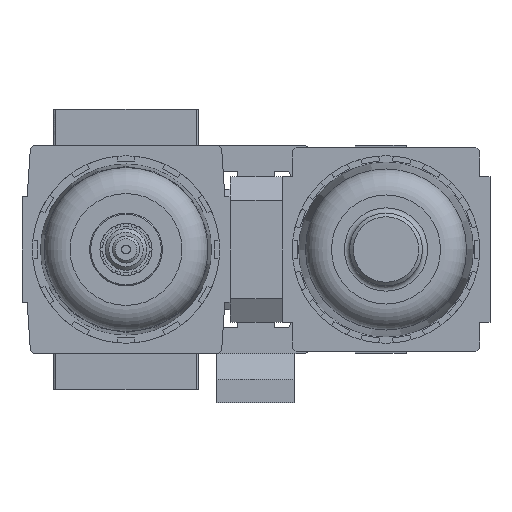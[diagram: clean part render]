
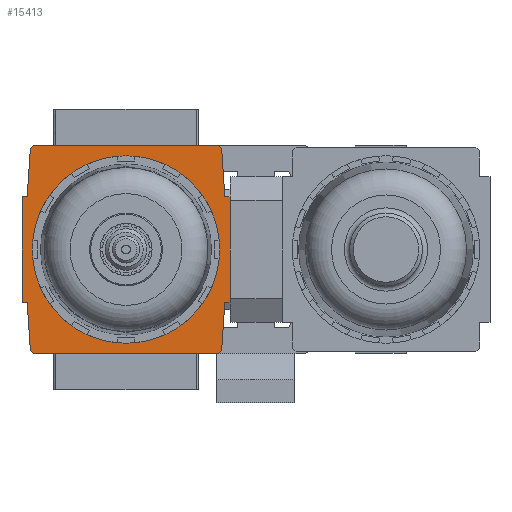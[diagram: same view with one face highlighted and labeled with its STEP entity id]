
A CAD part, front view. The second image highlights one B-rep face of the part: STEP entity #15413.
In plain terms, the highlighted planar face has unit normal (0, -1, 0).
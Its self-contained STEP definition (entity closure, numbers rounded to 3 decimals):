
#296=CIRCLE('',#16282,1.);
#298=CIRCLE('',#16285,1.);
#300=CIRCLE('',#16289,1.);
#302=CIRCLE('',#16292,1.);
#303=CIRCLE('',#16294,18.);
#1353=ORIENTED_EDGE('',*,*,#4825,.F.);
#1354=ORIENTED_EDGE('',*,*,#4591,.F.);
#1355=ORIENTED_EDGE('',*,*,#4484,.F.);
#1356=ORIENTED_EDGE('',*,*,#4824,.F.);
#1357=ORIENTED_EDGE('',*,*,#4472,.F.);
#1358=ORIENTED_EDGE('',*,*,#4822,.F.);
#1359=ORIENTED_EDGE('',*,*,#4450,.F.);
#1360=ORIENTED_EDGE('',*,*,#4617,.F.);
#1361=ORIENTED_EDGE('',*,*,#4613,.F.);
#1362=ORIENTED_EDGE('',*,*,#4606,.F.);
#1363=ORIENTED_EDGE('',*,*,#4819,.F.);
#1364=ORIENTED_EDGE('',*,*,#4816,.F.);
#1365=ORIENTED_EDGE('',*,*,#4437,.F.);
#1366=ORIENTED_EDGE('',*,*,#4814,.F.);
#1367=ORIENTED_EDGE('',*,*,#4811,.F.);
#1368=ORIENTED_EDGE('',*,*,#4597,.F.);
#1369=ORIENTED_EDGE('',*,*,#4594,.F.);
#4437=EDGE_CURVE('',#6297,#6298,#7557,.T.);
#4450=EDGE_CURVE('',#6309,#6310,#7570,.T.);
#4472=EDGE_CURVE('',#6329,#6330,#7588,.T.);
#4484=EDGE_CURVE('',#6340,#6341,#7600,.T.);
#4591=EDGE_CURVE('',#6341,#6432,#7681,.T.);
#4594=EDGE_CURVE('',#6432,#6434,#7684,.T.);
#4597=EDGE_CURVE('',#6434,#6436,#7687,.T.);
#4606=EDGE_CURVE('',#6445,#6442,#7696,.T.);
#4613=EDGE_CURVE('',#6442,#6449,#7702,.T.);
#4617=EDGE_CURVE('',#6449,#6309,#7706,.T.);
#4811=EDGE_CURVE('',#6436,#6576,#7787,.T.);
#4814=EDGE_CURVE('',#6576,#6297,#296,.T.);
#4816=EDGE_CURVE('',#6298,#6578,#298,.T.);
#4819=EDGE_CURVE('',#6578,#6445,#7791,.T.);
#4822=EDGE_CURVE('',#6310,#6329,#300,.T.);
#4824=EDGE_CURVE('',#6330,#6340,#302,.T.);
#4825=EDGE_CURVE('',#6579,#6579,#303,.F.);
#6297=VERTEX_POINT('',#20923);
#6298=VERTEX_POINT('',#20925);
#6309=VERTEX_POINT('',#20949);
#6310=VERTEX_POINT('',#20951);
#6329=VERTEX_POINT('',#20992);
#6330=VERTEX_POINT('',#20994);
#6340=VERTEX_POINT('',#21016);
#6341=VERTEX_POINT('',#21018);
#6432=VERTEX_POINT('',#21223);
#6434=VERTEX_POINT('',#21229);
#6436=VERTEX_POINT('',#21235);
#6442=VERTEX_POINT('',#21251);
#6445=VERTEX_POINT('',#21256);
#6449=VERTEX_POINT('',#21268);
#6576=VERTEX_POINT('',#21923);
#6578=VERTEX_POINT('',#21932);
#6579=VERTEX_POINT('',#21946);
#7557=LINE('',#20924,#8926);
#7570=LINE('',#20950,#8939);
#7588=LINE('',#20993,#8957);
#7600=LINE('',#21017,#8969);
#7681=LINE('',#21226,#9050);
#7684=LINE('',#21232,#9053);
#7687=LINE('',#21238,#9056);
#7696=LINE('',#21257,#9065);
#7702=LINE('',#21271,#9071);
#7706=LINE('',#21277,#9075);
#7787=LINE('',#21922,#9156);
#7791=LINE('',#21936,#9160);
#8926=VECTOR('',#17287,1000.);
#8939=VECTOR('',#17302,1000.);
#8957=VECTOR('',#17330,1000.);
#8969=VECTOR('',#17344,1000.);
#9050=VECTOR('',#17495,1000.);
#9053=VECTOR('',#17500,1000.);
#9056=VECTOR('',#17505,1000.);
#9065=VECTOR('',#17518,1000.);
#9071=VECTOR('',#17530,1000.);
#9075=VECTOR('',#17538,1000.);
#9156=VECTOR('',#17859,1000.);
#9160=VECTOR('',#17877,1000.);
#10389=EDGE_LOOP('',(#1353));
#10390=EDGE_LOOP('',(#1354,#1355,#1356,#1357,#1358,#1359,#1360,#1361,#1362,
#1363,#1364,#1365,#1366,#1367,#1368,#1369));
#11291=FACE_BOUND('',#10389,.T.);
#11292=FACE_BOUND('',#10390,.T.);
#12131=PLANE('',#16293);
#15413=ADVANCED_FACE('',(#11291,#11292),#12131,.F.);
#16282=AXIS2_PLACEMENT_3D('',#21927,#17865,#17866);
#16285=AXIS2_PLACEMENT_3D('',#21931,#17871,#17872);
#16289=AXIS2_PLACEMENT_3D('',#21940,#17883,#17884);
#16292=AXIS2_PLACEMENT_3D('',#21943,#17889,#17890);
#16293=AXIS2_PLACEMENT_3D('',#21944,#17891,#17892);
#16294=AXIS2_PLACEMENT_3D('',#21945,#17893,#17894);
#17287=DIRECTION('',(1.,0.,0.));
#17302=DIRECTION('',(-0.066,0.,-0.998));
#17330=DIRECTION('',(-1.,0.,0.));
#17344=DIRECTION('',(-0.066,0.,0.998));
#17495=DIRECTION('',(-1.,0.,0.));
#17500=DIRECTION('',(0.,0.,1.));
#17505=DIRECTION('',(1.,0.,0.));
#17518=DIRECTION('',(1.,0.,0.));
#17530=DIRECTION('',(0.,0.,-1.));
#17538=DIRECTION('',(-1.,0.,0.));
#17859=DIRECTION('',(0.066,0.,0.998));
#17865=DIRECTION('',(0.,1.,0.));
#17866=DIRECTION('',(1.,0.,0.));
#17871=DIRECTION('',(0.,1.,0.));
#17872=DIRECTION('',(1.,0.,0.));
#17877=DIRECTION('',(0.066,0.,-0.998));
#17883=DIRECTION('',(0.,1.,0.));
#17884=DIRECTION('',(1.,0.,0.));
#17889=DIRECTION('',(0.,1.,0.));
#17890=DIRECTION('',(1.,0.,0.));
#17891=DIRECTION('',(0.,1.,0.));
#17892=DIRECTION('',(0.,0.,1.));
#17893=DIRECTION('',(0.,1.,0.));
#17894=DIRECTION('',(0.,0.,1.));
#20923=CARTESIAN_POINT('',(-17.415,-66.85,20.));
#20924=CARTESIAN_POINT('',(-17.415,-66.85,20.));
#20925=CARTESIAN_POINT('',(17.415,-66.85,20.));
#20949=CARTESIAN_POINT('',(19.,-66.85,-10.1));
#20950=CARTESIAN_POINT('',(19.,-66.85,-10.1));
#20951=CARTESIAN_POINT('',(18.4,-66.85,-19.174));
#20992=CARTESIAN_POINT('',(17.415,-66.85,-20.));
#20993=CARTESIAN_POINT('',(17.415,-66.85,-20.));
#20994=CARTESIAN_POINT('',(-17.415,-66.85,-20.));
#21016=CARTESIAN_POINT('',(-18.4,-66.85,-19.174));
#21017=CARTESIAN_POINT('',(-18.4,-66.85,-19.174));
#21018=CARTESIAN_POINT('',(-19.,-66.85,-10.1));
#21223=CARTESIAN_POINT('',(-20.,-66.85,-10.1));
#21226=CARTESIAN_POINT('',(-19.,-66.85,-10.1));
#21229=CARTESIAN_POINT('',(-20.,-66.85,10.1));
#21232=CARTESIAN_POINT('',(-20.,-66.85,-10.1));
#21235=CARTESIAN_POINT('',(-19.,-66.85,10.1));
#21238=CARTESIAN_POINT('',(-20.,-66.85,10.1));
#21251=CARTESIAN_POINT('',(20.,-66.85,10.1));
#21256=CARTESIAN_POINT('',(19.,-66.85,10.1));
#21257=CARTESIAN_POINT('',(19.,-66.85,10.1));
#21268=CARTESIAN_POINT('',(20.,-66.85,-10.1));
#21271=CARTESIAN_POINT('',(20.,-66.85,10.1));
#21277=CARTESIAN_POINT('',(20.,-66.85,-10.1));
#21922=CARTESIAN_POINT('',(-19.,-66.85,10.1));
#21923=CARTESIAN_POINT('',(-18.4,-66.85,19.174));
#21927=CARTESIAN_POINT('',(-17.415,-66.85,19.));
#21931=CARTESIAN_POINT('',(17.415,-66.85,19.));
#21932=CARTESIAN_POINT('',(18.4,-66.85,19.174));
#21936=CARTESIAN_POINT('',(18.4,-66.85,19.174));
#21940=CARTESIAN_POINT('',(17.415,-66.85,-19.));
#21943=CARTESIAN_POINT('',(-17.415,-66.85,-19.));
#21944=CARTESIAN_POINT('',(-17.415,-66.85,19.));
#21945=CARTESIAN_POINT('',(0.,-66.85,0.));
#21946=CARTESIAN_POINT('',(0.,-66.85,18.));
